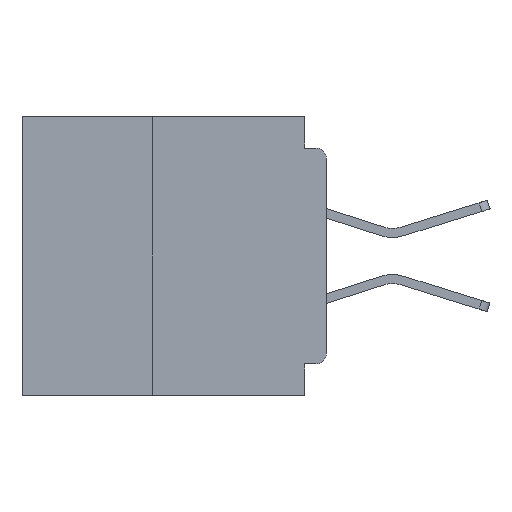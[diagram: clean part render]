
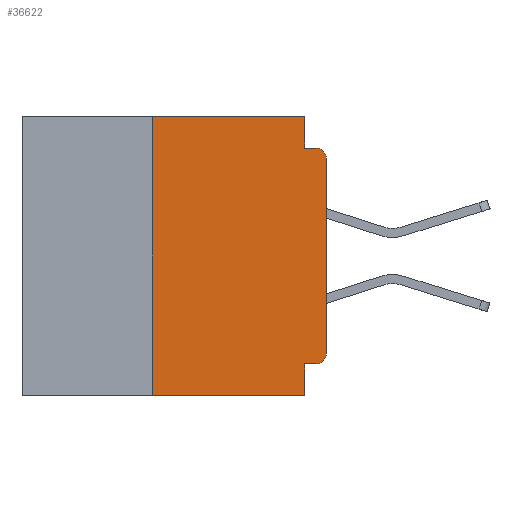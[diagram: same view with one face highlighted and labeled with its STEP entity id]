
A CAD part, left-side view. The second image highlights one B-rep face of the part: STEP entity #36622.
In plain terms, the highlighted planar face has unit normal (-1, 0, 0).
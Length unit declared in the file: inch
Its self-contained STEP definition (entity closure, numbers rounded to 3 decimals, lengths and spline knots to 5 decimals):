
#191 = DIRECTION ( 'NONE',  ( 0., 0., -1. ) ) ;
#227 = ORIENTED_EDGE ( 'NONE', *, *, #29038, .F. ) ;
#662 = CARTESIAN_POINT ( 'NONE',  ( 0., 0., -0.355 ) ) ;
#753 = AXIS2_PLACEMENT_3D ( 'NONE', #9401, #12351, #32881 ) ;
#1636 = ORIENTED_EDGE ( 'NONE', *, *, #29644, .F. ) ;
#1850 = CARTESIAN_POINT ( 'NONE',  ( 0., 0.031, -0.045 ) ) ;
#2485 = EDGE_CURVE ( 'NONE', #36859, #36080, #26184, .T. ) ;
#3210 = CARTESIAN_POINT ( 'NONE',  ( 0., 0.25, 0. ) ) ;
#3506 = ORIENTED_EDGE ( 'NONE', *, *, #20290, .F. ) ;
#4326 = LINE ( 'NONE', #662, #34661 ) ;
#5336 = EDGE_CURVE ( 'NONE', #18694, #5468, #15380, .T. ) ;
#5468 = VERTEX_POINT ( 'NONE', #5920 ) ;
#5920 = CARTESIAN_POINT ( 'NONE',  ( 0., 0., -0.34 ) ) ;
#6585 = EDGE_CURVE ( 'NONE', #20244, #8368, #27850, .T. ) ;
#6724 = CARTESIAN_POINT ( 'NONE',  ( 0., 0.031, -0.4 ) ) ;
#6733 = EDGE_LOOP ( 'NONE', ( #26601, #20604, #16423, #32026, #1636, #3506, #13194, #29792, #227, #23819 ) ) ;
#7581 = CARTESIAN_POINT ( 'NONE',  ( 0., 0.031, 0. ) ) ;
#8368 = VERTEX_POINT ( 'NONE', #34698 ) ;
#8661 = LINE ( 'NONE', #7581, #31175 ) ;
#9028 = DIRECTION ( 'NONE',  ( 0., 0., -1. ) ) ;
#9401 = CARTESIAN_POINT ( 'NONE',  ( 0., 0.437, 0. ) ) ;
#10023 = VERTEX_POINT ( 'NONE', #34093 ) ;
#10435 = EDGE_CURVE ( 'NONE', #17485, #36080, #32601, .T. ) ;
#11534 = CIRCLE ( 'NONE', #18665, 0.015 ) ;
#11851 = LINE ( 'NONE', #17329, #34331 ) ;
#12067 = DIRECTION ( 'NONE',  ( 0., 0., -1. ) ) ;
#12077 = DIRECTION ( 'NONE',  ( -1., 0., 0. ) ) ;
#12125 = CARTESIAN_POINT ( 'NONE',  ( 0., 0.015, -0.34 ) ) ;
#12351 = DIRECTION ( 'NONE',  ( 1., 0., 0. ) ) ;
#12476 = FACE_OUTER_BOUND ( 'NONE', #6733, .T. ) ;
#13194 = ORIENTED_EDGE ( 'NONE', *, *, #10435, .T. ) ;
#14314 = VECTOR ( 'NONE', #28552, 39.37008 ) ;
#14533 = DIRECTION ( 'NONE',  ( 0., 0., 1. ) ) ;
#15173 = VECTOR ( 'NONE', #15629, 39.37008 ) ;
#15380 = CIRCLE ( 'NONE', #19050, 0.015 ) ;
#15490 = VERTEX_POINT ( 'NONE', #3210 ) ;
#15514 = CARTESIAN_POINT ( 'NONE',  ( 0., 0.437, 0. ) ) ;
#15629 = DIRECTION ( 'NONE',  ( 0., -1., 0. ) ) ;
#15897 = VERTEX_POINT ( 'NONE', #19940 ) ;
#16143 = LINE ( 'NONE', #25574, #14314 ) ;
#16374 = DIRECTION ( 'NONE',  ( 0., 0., -1. ) ) ;
#16423 = ORIENTED_EDGE ( 'NONE', *, *, #6585, .F. ) ;
#17329 = CARTESIAN_POINT ( 'NONE',  ( 0., 0., 0. ) ) ;
#17485 = VERTEX_POINT ( 'NONE', #26421 ) ;
#17535 = DIRECTION ( 'NONE',  ( 0., -1., 0. ) ) ;
#17918 = DIRECTION ( 'NONE',  ( -1., 0., 0. ) ) ;
#18358 = VECTOR ( 'NONE', #9028, 39.37008 ) ;
#18393 = DIRECTION ( 'NONE',  ( 0., 1., 0. ) ) ;
#18665 = AXIS2_PLACEMENT_3D ( 'NONE', #35433, #17918, #191 ) ;
#18694 = VERTEX_POINT ( 'NONE', #29443 ) ;
#19050 = AXIS2_PLACEMENT_3D ( 'NONE', #12125, #12077, #12067 ) ;
#19940 = CARTESIAN_POINT ( 'NONE',  ( 0., 0., -0.06 ) ) ;
#20244 = VERTEX_POINT ( 'NONE', #1850 ) ;
#20290 = EDGE_CURVE ( 'NONE', #17485, #15490, #16143, .T. ) ;
#20505 = CARTESIAN_POINT ( 'NONE',  ( 0., 0., -0.045 ) ) ;
#20604 = ORIENTED_EDGE ( 'NONE', *, *, #21137, .T. ) ;
#21137 = EDGE_CURVE ( 'NONE', #15897, #8368, #11534, .T. ) ;
#23819 = ORIENTED_EDGE ( 'NONE', *, *, #5336, .T. ) ;
#24066 = PLANE ( 'NONE',  #753 ) ;
#24389 = DIRECTION ( 'NONE',  ( 0., -1., 0. ) ) ;
#25574 = CARTESIAN_POINT ( 'NONE',  ( 0., 0.25, -0.4 ) ) ;
#26184 = LINE ( 'NONE', #30114, #18358 ) ;
#26219 = EDGE_CURVE ( 'NONE', #10023, #20244, #8661, .T. ) ;
#26421 = CARTESIAN_POINT ( 'NONE',  ( 0., 0.25, -0.4 ) ) ;
#26601 = ORIENTED_EDGE ( 'NONE', *, *, #32171, .T. ) ;
#27331 = LINE ( 'NONE', #15514, #34147 ) ;
#27332 = CARTESIAN_POINT ( 'NONE',  ( 0., 0.437, -0.4 ) ) ;
#27850 = LINE ( 'NONE', #20505, #34660 ) ;
#28552 = DIRECTION ( 'NONE',  ( 0., 0., 1. ) ) ;
#29038 = EDGE_CURVE ( 'NONE', #18694, #36859, #4326, .T. ) ;
#29443 = CARTESIAN_POINT ( 'NONE',  ( 0., 0.015, -0.355 ) ) ;
#29644 = EDGE_CURVE ( 'NONE', #15490, #10023, #27331, .T. ) ;
#29792 = ORIENTED_EDGE ( 'NONE', *, *, #2485, .F. ) ;
#30114 = CARTESIAN_POINT ( 'NONE',  ( 0., 0.031, -0.4 ) ) ;
#31175 = VECTOR ( 'NONE', #16374, 39.37008 ) ;
#32026 = ORIENTED_EDGE ( 'NONE', *, *, #26219, .F. ) ;
#32171 = EDGE_CURVE ( 'NONE', #5468, #15897, #11851, .T. ) ;
#32601 = LINE ( 'NONE', #27332, #15173 ) ;
#32881 = DIRECTION ( 'NONE',  ( 0., 0., -1. ) ) ;
#33749 = CARTESIAN_POINT ( 'NONE',  ( 0., 0.031, -0.355 ) ) ;
#34093 = CARTESIAN_POINT ( 'NONE',  ( 0., 0.031, 0. ) ) ;
#34147 = VECTOR ( 'NONE', #24389, 39.37008 ) ;
#34331 = VECTOR ( 'NONE', #14533, 39.37008 ) ;
#34660 = VECTOR ( 'NONE', #17535, 39.37008 ) ;
#34661 = VECTOR ( 'NONE', #18393, 39.37008 ) ;
#34698 = CARTESIAN_POINT ( 'NONE',  ( 0., 0.015, -0.045 ) ) ;
#35433 = CARTESIAN_POINT ( 'NONE',  ( 0., 0.015, -0.06 ) ) ;
#36080 = VERTEX_POINT ( 'NONE', #6724 ) ;
#36622 = ADVANCED_FACE ( 'NONE', ( #12476 ), #24066, .F. ) ;
#36859 = VERTEX_POINT ( 'NONE', #33749 ) ;
